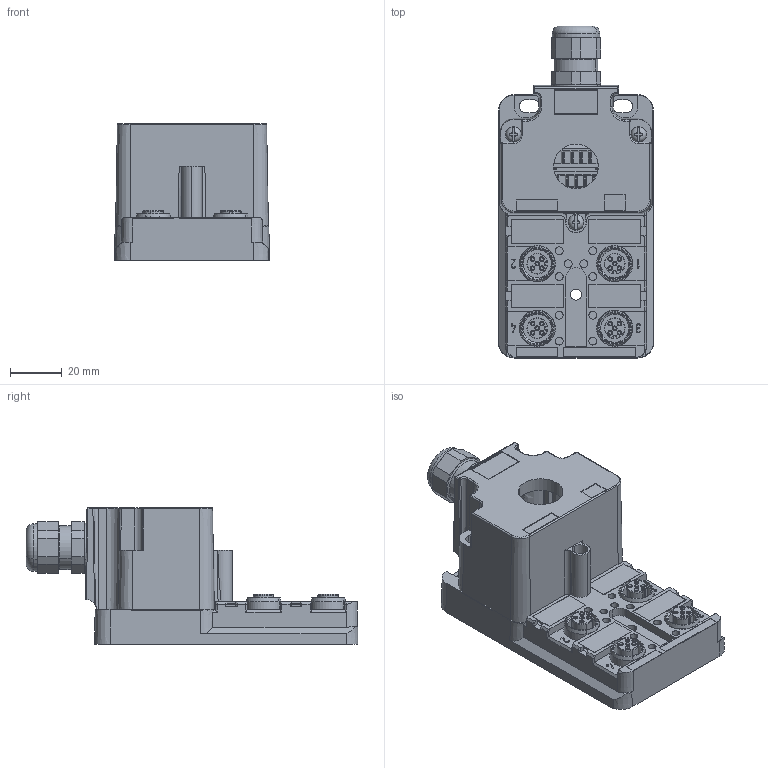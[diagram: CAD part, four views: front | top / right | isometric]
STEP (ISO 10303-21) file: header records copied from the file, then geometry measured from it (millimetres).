
FILE_DESCRIPTION(('CATIA V5 STEP Exchange','CAx-IF Rec.Pracs.--- Model Styling and Organization---1.4--- 2014-01-23'),'2;1');
FILE_NAME ('018982-2_1', '2020-01-09T06:51:44+00:00', ('none'), ('Weidmueller'), 'CATIA Version 5-6 Release 2016 SP3 HF44', 'CATIA V5 STEP AP214', 'none');
FILE_SCHEMA(('AUTOMOTIVE_DESIGN { 1 0 10303 214 1 1 1 1 }'));
Products named in the file (1): 1701232000
Bounding box: 60 x 128.5 x 53 mm (x, y, z)
Volume: 136644.3 mm3; surface area: 73313.6 mm2
Topology: 26 solids, 27 shells, 2714 faces, 6866 edges, 4388 vertices
Faces by surface type: plane 1463, cylinder 841, cone 290, torus 96, sphere 16, bspline 8
Entity records: 76556 total; most frequent: CARTESIAN_POINT 15821, ORIENTED_EDGE 13692, DIRECTION 10041, EDGE_CURVE 6846, VERTEX_POINT 4388, AXIS2_PLACEMENT_3D 4134, VECTOR 3958, LINE 3958
